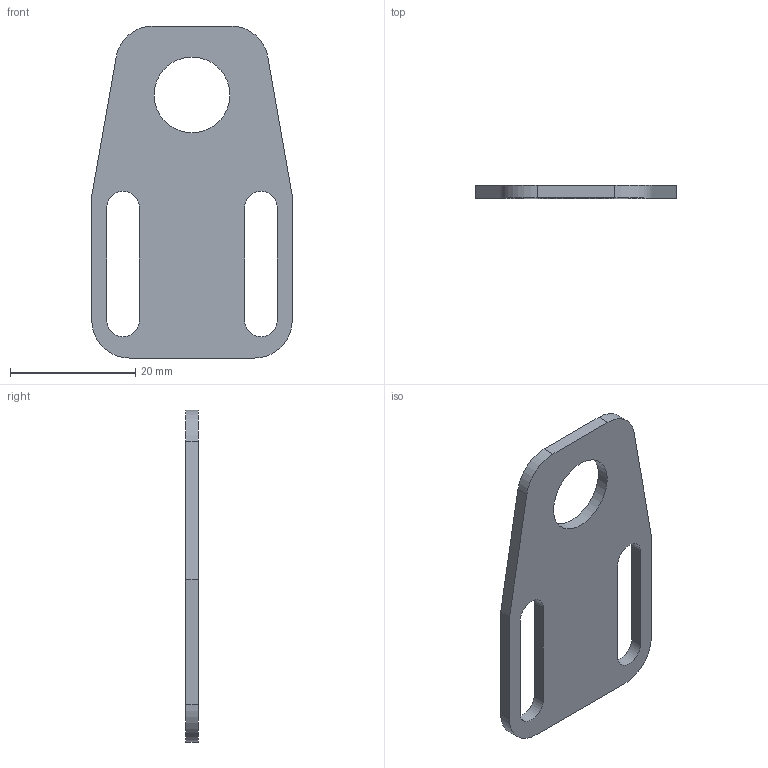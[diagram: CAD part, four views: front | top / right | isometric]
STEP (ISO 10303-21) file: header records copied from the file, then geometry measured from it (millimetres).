
FILE_DESCRIPTION(/* description */ ('Unknown'),/* implementation_level */ '2;1');
FILE_NAME(/* name */ '_PV-KP-M12-S',/* time_stamp */ '2021-01-18T17:53:23+05:00',/* author */ ('Unknown'),/* organization */ ('Unknown'),/* preprocessor_version */ 'ST-DEVELOPER v16.7',/* originating_system */ 'Solid Edge',/* authorisation */ 'Unknown');
FILE_SCHEMA (('AUTOMOTIVE_DESIGN {1 0 10303 214 3 1 1}'));
Length unit declared in the file: millimetre
Products named in the file (1): ﾀ2.040 ﾊ煇鳫 ﾊﾏ-ﾌ12-ﾑ
Bounding box: 32 x 2 x 53 mm (x, y, z)
Volume: 2394.4 mm3; surface area: 2985.3 mm2
Topology: 1 solids, 1 shells, 21 faces, 58 edges, 39 vertices
Faces by surface type: plane 12, cylinder 9
Full cylindrical faces by diameter (mm): 12.1 x1
Entity records: 706 total; most frequent: DIRECTION 118, CARTESIAN_POINT 116, ORIENTED_EDGE 112, EDGE_CURVE 56, AXIS2_PLACEMENT_3D 40, VERTEX_POINT 38, LINE 38, VECTOR 38
